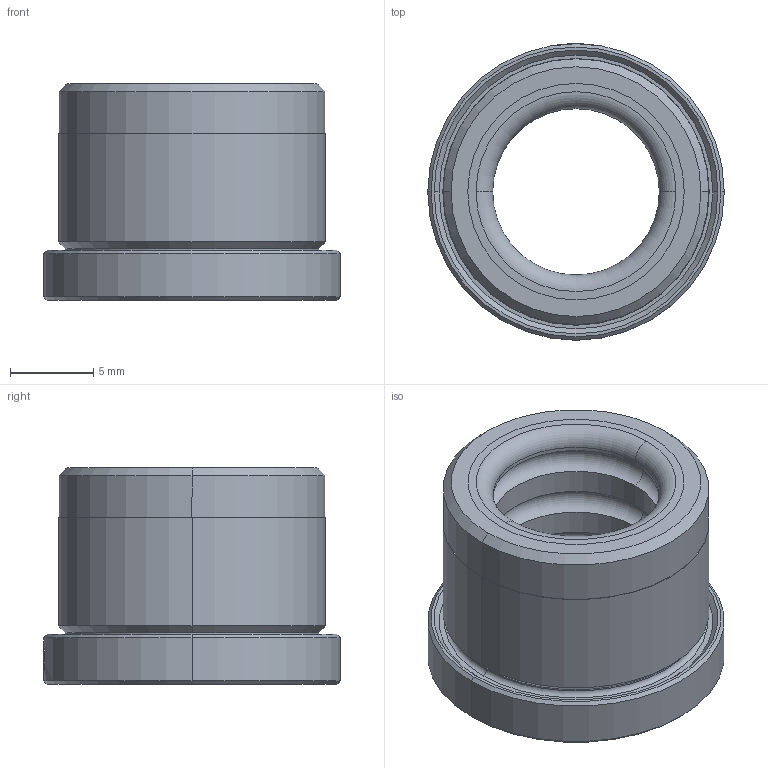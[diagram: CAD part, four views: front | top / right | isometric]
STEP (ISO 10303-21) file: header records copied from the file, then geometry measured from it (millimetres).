
FILE_DESCRIPTION (( 'STEP AP214' ), '1' );
FILE_NAME ('SGFZ-D16-d10-13.STEP', '2021-07-31T07:17:08', ( 'User' ), ( 'china' ), 'SwSTEP 2.0', 'SolidWorks 2016', '' );
FILE_SCHEMA (( 'AUTOMOTIVE_DESIGN' ));
Length unit declared in the file: millimetre
Products named in the file (3): SGFZ-D16-D10-13詩杶; SGFZ-D16-d10-13; SGFZ-D16-D10-13肣杶
Assembly tree (2 placements, depth 2):
  SGFZ-D16-d10-13
    SGFZ-D16-D10-13詩杶
    SGFZ-D16-D10-13肣杶
Bounding box: 17.8 x 17.8 x 13 mm (x, y, z)
Volume: 1585 mm3; surface area: 2590.1 mm2
Topology: 2 solids, 2 shells, 73 faces, 160 edges, 96 vertices
Faces by surface type: cylinder 34, plane 15, torus 14, cone 10
Entity records: 2262 total; most frequent: CARTESIAN_POINT 534, DIRECTION 370, ORIENTED_EDGE 320, EDGE_CURVE 160, AXIS2_PLACEMENT_3D 156, VERTEX_POINT 96, EDGE_LOOP 82, CIRCLE 78
